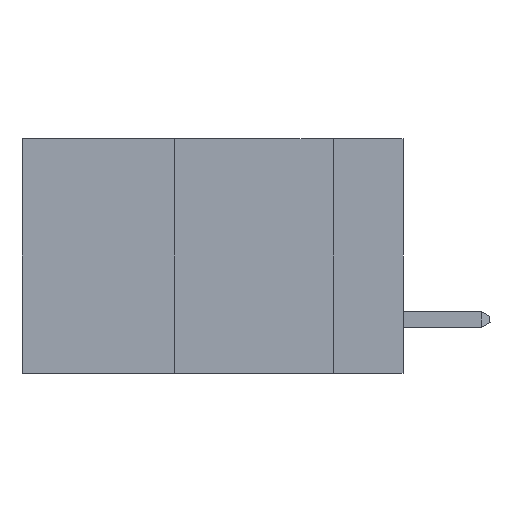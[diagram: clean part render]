
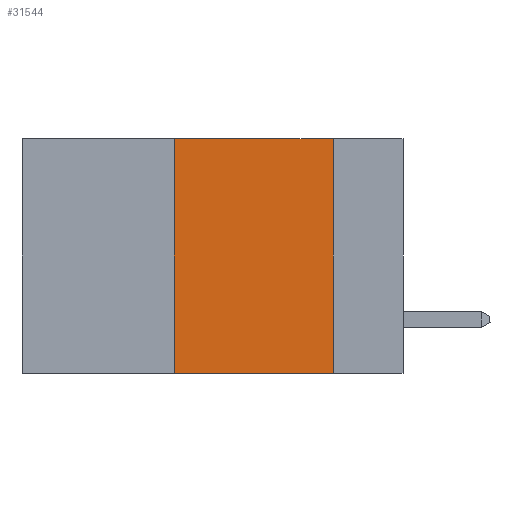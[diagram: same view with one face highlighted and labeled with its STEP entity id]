
A CAD part, left-side view. The second image highlights one B-rep face of the part: STEP entity #31544.
In plain terms, the highlighted planar face has unit normal (-1, 0, 0).
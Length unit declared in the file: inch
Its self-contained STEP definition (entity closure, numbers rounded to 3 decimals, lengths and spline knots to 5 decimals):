
#350 = CARTESIAN_POINT ( 'NONE',  ( 0., 0.11, 0. ) ) ;
#566 = VECTOR ( 'NONE', #36748, 39.37008 ) ;
#1410 = CARTESIAN_POINT ( 'NONE',  ( 0., 0.11, -0.37 ) ) ;
#2799 = ORIENTED_EDGE ( 'NONE', *, *, #19551, .F. ) ;
#3526 = CARTESIAN_POINT ( 'NONE',  ( 0., 0.36, 0. ) ) ;
#4301 = PLANE ( 'NONE',  #26669 ) ;
#5460 = DIRECTION ( 'NONE',  ( 0., 0., -1. ) ) ;
#7883 = LINE ( 'NONE', #35636, #36898 ) ;
#8376 = LINE ( 'NONE', #19728, #566 ) ;
#10536 = CARTESIAN_POINT ( 'NONE',  ( 0., 0.6, 0. ) ) ;
#11289 = DIRECTION ( 'NONE',  ( 0., -1., 0. ) ) ;
#11631 = ORIENTED_EDGE ( 'NONE', *, *, #37685, .F. ) ;
#15560 = DIRECTION ( 'NONE',  ( 0., -1., 0. ) ) ;
#16902 = EDGE_LOOP ( 'NONE', ( #11631, #2799, #32374, #37125 ) ) ;
#17440 = VERTEX_POINT ( 'NONE', #3526 ) ;
#18269 = CARTESIAN_POINT ( 'NONE',  ( 0., 0.6, 0. ) ) ;
#18742 = VERTEX_POINT ( 'NONE', #350 ) ;
#19551 = EDGE_CURVE ( 'NONE', #17440, #18742, #29327, .T. ) ;
#19728 = CARTESIAN_POINT ( 'NONE',  ( 0., 0.36, 0. ) ) ;
#22085 = DIRECTION ( 'NONE',  ( 1., 0., 0. ) ) ;
#22928 = VERTEX_POINT ( 'NONE', #1410 ) ;
#26669 = AXIS2_PLACEMENT_3D ( 'NONE', #18269, #22085, #35175 ) ;
#27756 = VECTOR ( 'NONE', #11289, 39.37008 ) ;
#28459 = CARTESIAN_POINT ( 'NONE',  ( 0., 0.11, 0. ) ) ;
#29236 = VECTOR ( 'NONE', #5460, 39.37008 ) ;
#29327 = LINE ( 'NONE', #10536, #27756 ) ;
#31544 = ADVANCED_FACE ( 'NONE', ( #31674 ), #4301, .F. ) ;
#31569 = CARTESIAN_POINT ( 'NONE',  ( 0., 0.36, -0.37 ) ) ;
#31674 = FACE_OUTER_BOUND ( 'NONE', #16902, .T. ) ;
#32374 = ORIENTED_EDGE ( 'NONE', *, *, #38524, .F. ) ;
#34229 = VERTEX_POINT ( 'NONE', #31569 ) ;
#35175 = DIRECTION ( 'NONE',  ( 0., 0., -1. ) ) ;
#35636 = CARTESIAN_POINT ( 'NONE',  ( 0., 0.6, -0.37 ) ) ;
#36748 = DIRECTION ( 'NONE',  ( 0., 0., 1. ) ) ;
#36898 = VECTOR ( 'NONE', #15560, 39.37008 ) ;
#37125 = ORIENTED_EDGE ( 'NONE', *, *, #38207, .T. ) ;
#37685 = EDGE_CURVE ( 'NONE', #18742, #22928, #39013, .T. ) ;
#38207 = EDGE_CURVE ( 'NONE', #34229, #22928, #7883, .T. ) ;
#38524 = EDGE_CURVE ( 'NONE', #34229, #17440, #8376, .T. ) ;
#39013 = LINE ( 'NONE', #28459, #29236 ) ;
